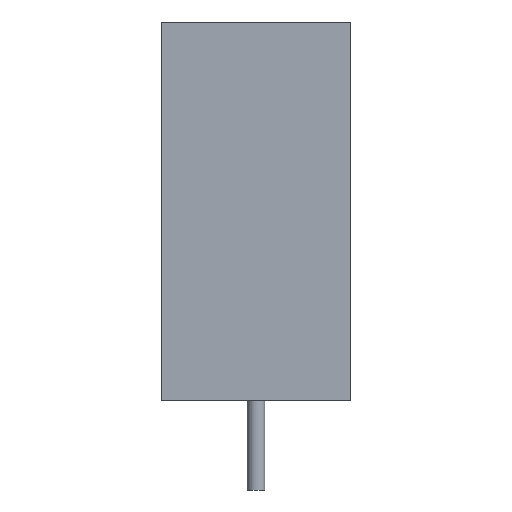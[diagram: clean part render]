
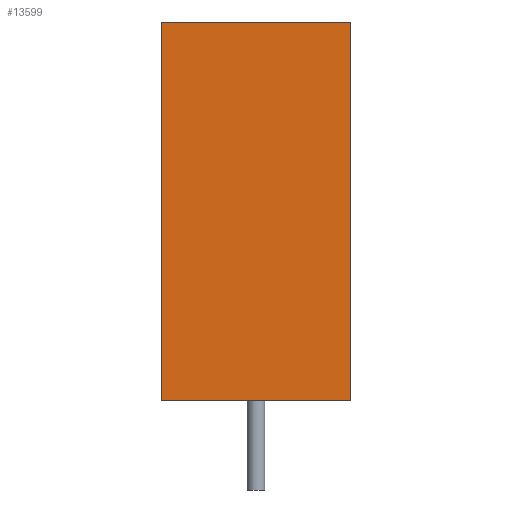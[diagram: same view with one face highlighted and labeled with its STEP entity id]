
A CAD part, left-side view. The second image highlights one B-rep face of the part: STEP entity #13599.
In plain terms, the highlighted planar face has unit normal (-1, 0, 0).
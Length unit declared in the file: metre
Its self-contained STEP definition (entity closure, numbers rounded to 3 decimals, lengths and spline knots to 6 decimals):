
#1189=LINE('',#21829,#2269);
#1190=LINE('',#21832,#2270);
#1191=LINE('',#21834,#2271);
#1192=LINE('',#21836,#2272);
#2269=VECTOR('',#15843,1.);
#2270=VECTOR('',#15844,1.);
#2271=VECTOR('',#15845,1.);
#2272=VECTOR('',#15846,1.);
#2852=PLANE('',#14099);
#4674=ORIENTED_EDGE('',*,*,#6712,.T.);
#4675=ORIENTED_EDGE('',*,*,#6713,.F.);
#4676=ORIENTED_EDGE('',*,*,#6714,.F.);
#4677=ORIENTED_EDGE('',*,*,#6715,.T.);
#6712=EDGE_CURVE('',#7704,#7705,#1189,.T.);
#6713=EDGE_CURVE('',#7706,#7705,#1190,.T.);
#6714=EDGE_CURVE('',#7707,#7706,#1191,.T.);
#6715=EDGE_CURVE('',#7707,#7704,#1192,.T.);
#7704=VERTEX_POINT('',#21830);
#7705=VERTEX_POINT('',#21831);
#7706=VERTEX_POINT('',#21833);
#7707=VERTEX_POINT('',#21835);
#8417=EDGE_LOOP('',(#4674,#4675,#4676,#4677));
#9084=FACE_BOUND('',#8417,.T.);
#13599=ADVANCED_FACE('',(#9084),#2852,.F.);
#14099=AXIS2_PLACEMENT_3D('',#21828,#15841,#15842);
#15841=DIRECTION('',(1.,0.,0.));
#15842=DIRECTION('',(0.,0.,-1.));
#15843=DIRECTION('',(0.,0.,-1.));
#15844=DIRECTION('',(0.,1.,0.));
#15845=DIRECTION('',(0.,0.,-1.));
#15846=DIRECTION('',(0.,1.,0.));
#21828=CARTESIAN_POINT('',(-0.01325,-0.00425,-0.003827));
#21829=CARTESIAN_POINT('',(-0.01325,0.00425,-0.003827));
#21830=CARTESIAN_POINT('',(-0.01325,0.00425,-0.003827));
#21831=CARTESIAN_POINT('',(-0.01325,0.00425,-0.020827));
#21832=CARTESIAN_POINT('',(-0.01325,-0.00425,-0.020827));
#21833=CARTESIAN_POINT('',(-0.01325,-0.00425,-0.020827));
#21834=CARTESIAN_POINT('',(-0.01325,-0.00425,-0.003827));
#21835=CARTESIAN_POINT('',(-0.01325,-0.00425,-0.003827));
#21836=CARTESIAN_POINT('',(-0.01325,-0.00425,-0.003827));
